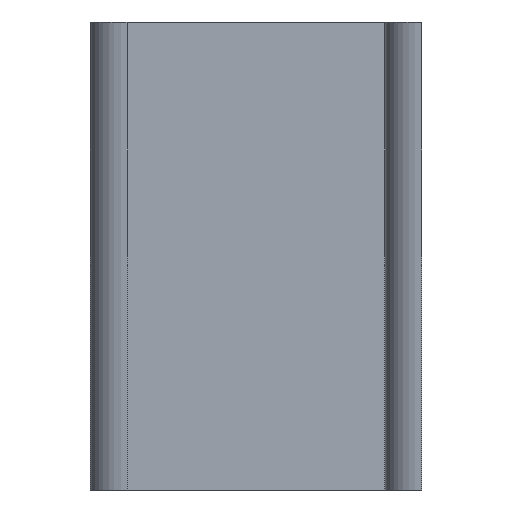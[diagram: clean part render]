
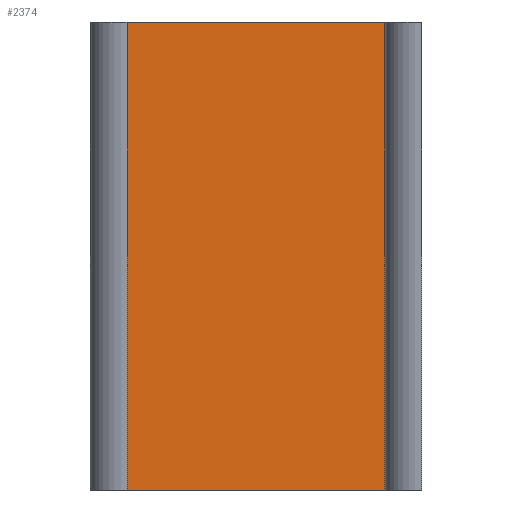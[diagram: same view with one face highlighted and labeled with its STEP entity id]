
A CAD part, left-side view. The second image highlights one B-rep face of the part: STEP entity #2374.
In plain terms, the highlighted planar face has unit normal (-1, 0, 0).
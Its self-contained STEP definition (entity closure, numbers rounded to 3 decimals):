
#69=PLANE('',#2443);
#211=FACE_OUTER_BOUND('',#354,.T.);
#354=EDGE_LOOP('',(#2109,#2110,#2111,#2112));
#503=LINE('',#4881,#670);
#507=LINE('',#4890,#674);
#512=LINE('',#4899,#679);
#514=LINE('',#4903,#681);
#670=VECTOR('',#2664,10.);
#674=VECTOR('',#2672,10.);
#679=VECTOR('',#2679,10.);
#681=VECTOR('',#2685,10.);
#1086=VERTEX_POINT('',#4874);
#1089=VERTEX_POINT('',#4879);
#1092=VERTEX_POINT('',#4889);
#1095=VERTEX_POINT('',#4897);
#1427=EDGE_CURVE('',#1089,#1086,#503,.T.);
#1431=EDGE_CURVE('',#1092,#1086,#507,.T.);
#1436=EDGE_CURVE('',#1095,#1089,#512,.T.);
#1438=EDGE_CURVE('',#1095,#1092,#514,.T.);
#2109=ORIENTED_EDGE('',*,*,#1427,.F.);
#2110=ORIENTED_EDGE('',*,*,#1436,.F.);
#2111=ORIENTED_EDGE('',*,*,#1438,.T.);
#2112=ORIENTED_EDGE('',*,*,#1431,.T.);
#2374=ADVANCED_FACE('',(#211),#69,.T.);
#2443=AXIS2_PLACEMENT_3D('',#4902,#2683,#2684);
#2664=DIRECTION('',(0.,0.,1.));
#2672=DIRECTION('',(0.,1.,0.));
#2679=DIRECTION('',(0.,1.,0.));
#2683=DIRECTION('center_axis',(-1.,0.,0.));
#2684=DIRECTION('ref_axis',(0.,0.,1.));
#2685=DIRECTION('',(0.,0.,1.));
#4874=CARTESIAN_POINT('',(-1.,0.7,0.635));
#4879=CARTESIAN_POINT('',(-1.,0.7,-0.635));
#4881=CARTESIAN_POINT('',(-1.,0.7,-0.318));
#4889=CARTESIAN_POINT('',(-1.,0.,0.635));
#4890=CARTESIAN_POINT('',(-1.,0.,0.635));
#4897=CARTESIAN_POINT('',(-1.,0.,-0.635));
#4899=CARTESIAN_POINT('',(-1.,0.,-0.635));
#4902=CARTESIAN_POINT('Origin',(-1.,0.,-0.635));
#4903=CARTESIAN_POINT('',(-1.,0.,-0.635));
